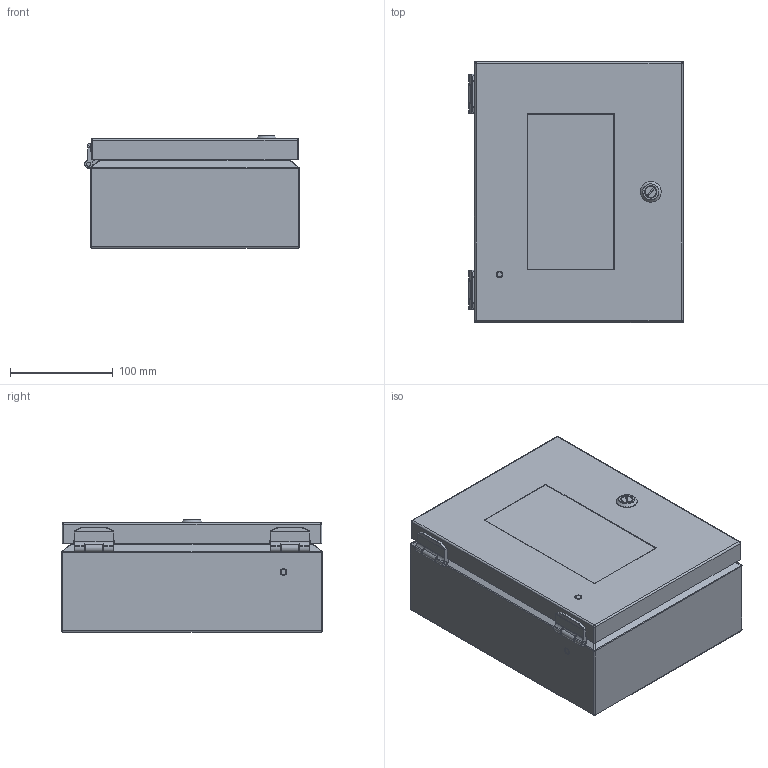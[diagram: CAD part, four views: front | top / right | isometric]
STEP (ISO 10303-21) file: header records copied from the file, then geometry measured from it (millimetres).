
FILE_DESCRIPTION (( 'STEP AP214' ), '1' );
FILE_NAME ('SCE-1008ELJW.STEP', '2021-01-12T17:56:11', ( '' ), ( '' ), 'SwSTEP 2.0', 'SolidWorks 2019', '' );
FILE_SCHEMA (( 'AUTOMOTIVE_DESIGN' ));
Length unit declared in the file: inch
Products named in the file (1): SCE-1008ELJW
Bounding box: 208.8 x 253.98 x 109.11 mm (x, y, z)
Volume: 537206.7 mm3; surface area: 565721.9 mm2
Topology: 31 solids, 33 shells, 962 faces, 2294 edges, 1332 vertices
Faces by surface type: plane 377, cylinder 317, bspline 192, torus 44, cone 24, sphere 8
Full cylindrical faces by diameter (mm): 0.508 x2, 2.54 x2, 3.962 x2, 4.013 x2, 4.06 x4, 4.572 x2, 4.775 x6, 4.826 x5, 4.981 x1, 5.08 x1, 5.537 x2, 5.842 x2, 6.02 x2, 6.058 x1, 6.35 x4, 6.463 x1, 6.502 x2, 6.756 x2, 6.824 x1, 7.112 x4, 7.167 x1, 7.216 x4, 7.874 x1, 8.28 x1, 8.89 x1, 9.474 x4, 10.922 x1, 11.684 x1, 12.065 x1, 16.002 x1
Entity records: 50026 total; most frequent: CARTESIAN_POINT 17109, ORIENTED_EDGE 4146, DIRECTION 3880, EDGE_CURVE 2073, AXIS2_PLACEMENT_3D 1471, VERTEX_POINT 1306, EDGE_LOOP 1141, FACE_OUTER_BOUND 1039
